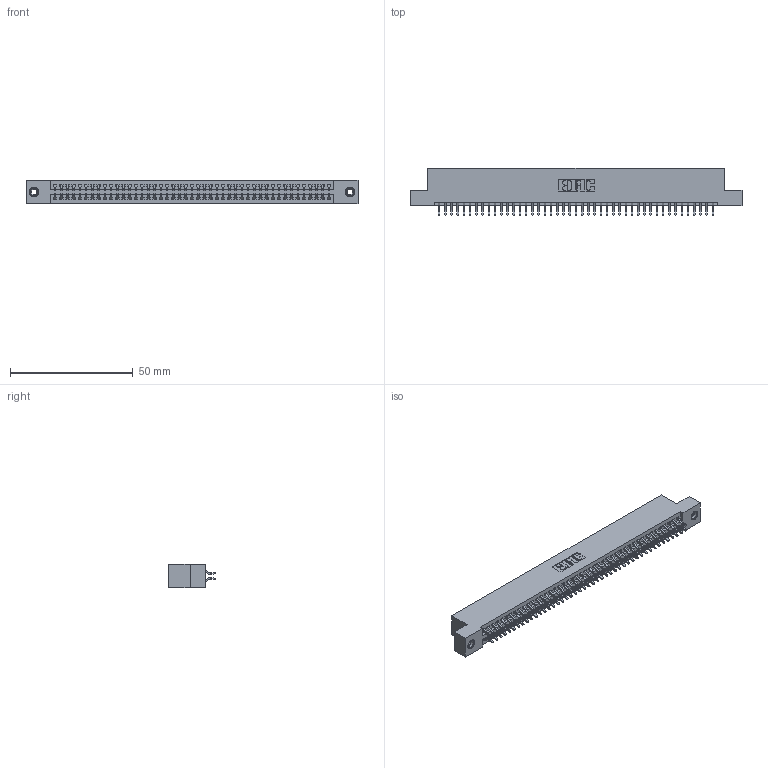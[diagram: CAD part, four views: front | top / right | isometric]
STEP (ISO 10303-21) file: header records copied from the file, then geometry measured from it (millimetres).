
FILE_DESCRIPTION (( 'STEP AP203' ), '1' );
FILE_NAME ('395-090-556-208.STEP', '2018-11-29T04:52:06', ( '' ), ( '' ), 'SwSTEP 2.0', 'SolidWorks 2016', '' );
FILE_SCHEMA (( 'CONFIG_CONTROL_DESIGN' ));
Length unit declared in the file: inch
Products named in the file (4): 345 Part_Flush Mounting Lugs - 0.156 Dia-TI; 395-090-556-208; 345-250-001_345-250-003-102; 345-292-001_556 Tail
Assembly tree (93 placements, depth 2):
  395-090-556-208
    345 Part_Flush Mounting Lugs - 0.156 Dia-TI
    345-292-001_556 Tail  x90
    345-250-001_345-250-003-102  x2
Bounding box: 135.51 x 19.24 x 9.4 mm (x, y, z)
Volume: 13181.3 mm3; surface area: 19476.9 mm2
Topology: 93 solids, 93 shells, 5226 faces, 15507 edges, 10210 vertices
Faces by surface type: plane 3442, cylinder 1768, cone 12, torus 4
Entity records: 36310 total; most frequent: CARTESIAN_POINT 6079, ORIENTED_EDGE 5994, DIRECTION 5371, EDGE_CURVE 2997, LINE 2657, VECTOR 2657, VERTEX_POINT 1992, AXIS2_PLACEMENT_3D 1357
